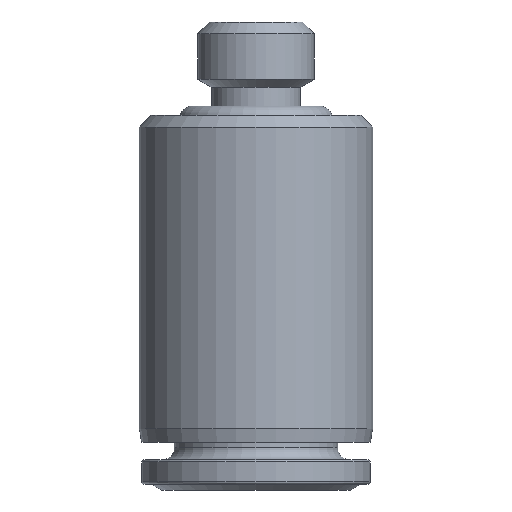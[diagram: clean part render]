
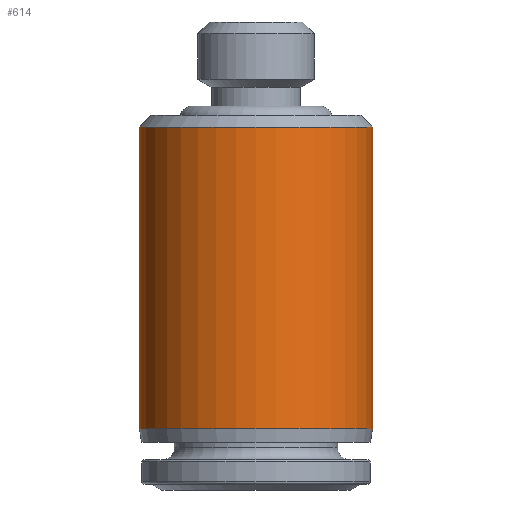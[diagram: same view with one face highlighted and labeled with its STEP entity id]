
A CAD part, front view. The second image highlights one B-rep face of the part: STEP entity #614.
In plain terms, the highlighted cylindrical face has radius 5 mm (diameter 10 mm), a full revolution.
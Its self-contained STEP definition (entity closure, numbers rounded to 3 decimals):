
#25=CYLINDRICAL_SURFACE('',#660,5.);
#38=CIRCLE('',#659,5.);
#39=CIRCLE('',#661,5.);
#116=ORIENTED_EDGE('',*,*,#179,.F.);
#117=ORIENTED_EDGE('',*,*,#178,.T.);
#178=EDGE_CURVE('',#214,#214,#38,.T.);
#179=EDGE_CURVE('',#215,#215,#39,.T.);
#214=VERTEX_POINT('',#903);
#215=VERTEX_POINT('',#906);
#279=EDGE_LOOP('',(#116));
#280=EDGE_LOOP('',(#117));
#335=FACE_BOUND('',#279,.T.);
#336=FACE_BOUND('',#280,.T.);
#614=ADVANCED_FACE('',(#335,#336),#25,.T.);
#659=AXIS2_PLACEMENT_3D('',#902,#753,#754);
#660=AXIS2_PLACEMENT_3D('',#904,#755,#756);
#661=AXIS2_PLACEMENT_3D('',#905,#757,#758);
#753=DIRECTION('',(0.,0.,-1.));
#754=DIRECTION('',(0.,1.,0.));
#755=DIRECTION('',(0.,0.,-1.));
#756=DIRECTION('',(0.,1.,0.));
#757=DIRECTION('',(0.,0.,-1.));
#758=DIRECTION('',(0.,1.,0.));
#902=CARTESIAN_POINT('',(0.,0.,-4.5));
#903=CARTESIAN_POINT('',(0.,5.,-4.5));
#904=CARTESIAN_POINT('',(0.,0.,-20.05));
#905=CARTESIAN_POINT('',(0.,0.,-17.433));
#906=CARTESIAN_POINT('',(0.,5.,-17.433));
